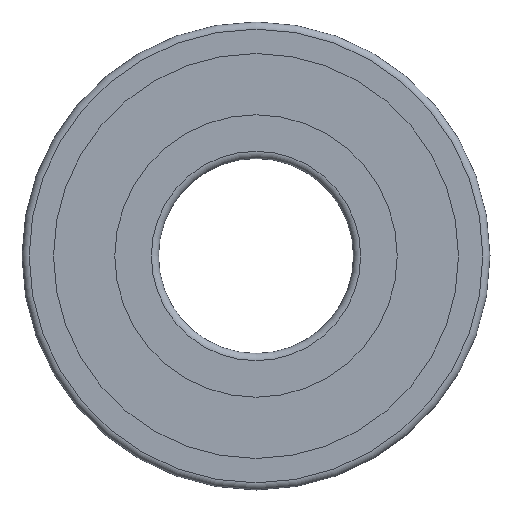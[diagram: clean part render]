
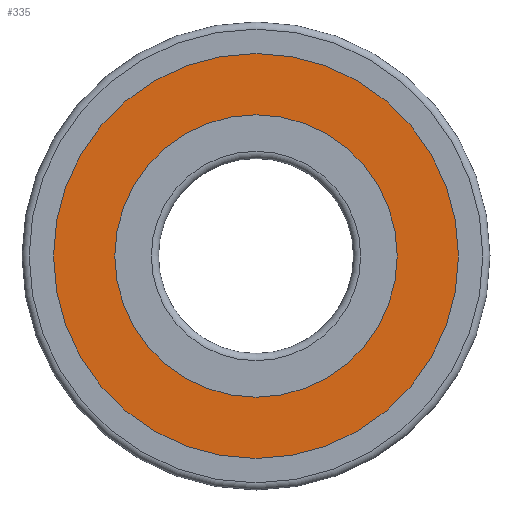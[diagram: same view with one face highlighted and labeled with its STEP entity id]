
A CAD part, left-side view. The second image highlights one B-rep face of the part: STEP entity #335.
In plain terms, the highlighted planar face has unit normal (-1, 0, 0).
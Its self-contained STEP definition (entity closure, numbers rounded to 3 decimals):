
#130=ORIENTED_EDGE('',*,*,#158,.T.);
#131=ORIENTED_EDGE('',*,*,#156,.F.);
#156=EDGE_CURVE('',#180,#180,#205,.T.);
#158=EDGE_CURVE('',#182,#182,#207,.T.);
#180=VERTEX_POINT('',#635);
#182=VERTEX_POINT('',#640);
#205=CIRCLE('',#431,31.147);
#207=CIRCLE('',#434,21.72);
#251=EDGE_LOOP('',(#130));
#252=EDGE_LOOP('',(#131));
#299=FACE_BOUND('',#251,.T.);
#300=FACE_BOUND('',#252,.T.);
#312=PLANE('',#433);
#335=ADVANCED_FACE('',(#299,#300),#312,.T.);
#431=AXIS2_PLACEMENT_3D('',#634,#536,#537);
#433=AXIS2_PLACEMENT_3D('',#638,#540,#541);
#434=AXIS2_PLACEMENT_3D('',#639,#542,#543);
#536=DIRECTION('',(1.,0.,0.));
#537=DIRECTION('',(0.,0.,-1.));
#540=DIRECTION('',(-1.,0.,0.));
#541=DIRECTION('',(0.,0.,1.));
#542=DIRECTION('',(1.,0.,0.));
#543=DIRECTION('',(0.,0.,-1.));
#634=CARTESIAN_POINT('',(0.228,0.,0.));
#635=CARTESIAN_POINT('',(0.228,0.,-31.147));
#638=CARTESIAN_POINT('',(0.228,31.147,0.));
#639=CARTESIAN_POINT('',(0.228,0.,0.));
#640=CARTESIAN_POINT('',(0.228,0.,-21.72));
